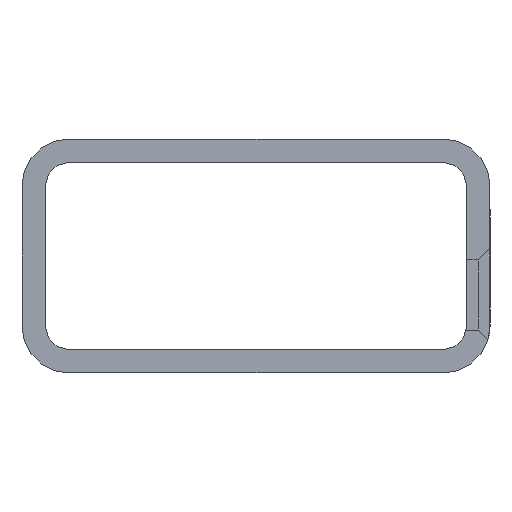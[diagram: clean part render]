
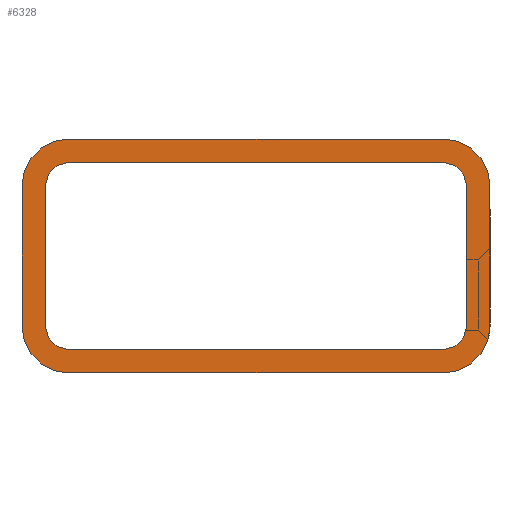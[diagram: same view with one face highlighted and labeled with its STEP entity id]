
A CAD part, front view. The second image highlights one B-rep face of the part: STEP entity #6328.
In plain terms, the highlighted planar face has unit normal (0, -1, 0).
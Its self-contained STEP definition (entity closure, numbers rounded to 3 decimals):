
#41 = VERTEX_POINT ( 'NONE', #7672 ) ;
#103 = CARTESIAN_POINT ( 'NONE',  ( 66., -3265., -31.75 ) ) ;
#140 = CIRCLE ( 'NONE', #6380, 6. ) ;
#185 = CARTESIAN_POINT ( 'NONE',  ( 117., -3265., -31.75 ) ) ;
#319 = EDGE_CURVE ( 'NONE', #6408, #1247, #3990, .T. ) ;
#357 = AXIS2_PLACEMENT_3D ( 'NONE', #10205, #4065, #2459 ) ;
#443 = LINE ( 'NONE', #2116, #7493 ) ;
#586 = EDGE_CURVE ( 'NONE', #621, #5789, #9877, .T. ) ;
#621 = VERTEX_POINT ( 'NONE', #10581 ) ;
#911 = CARTESIAN_POINT ( 'NONE',  ( 117., -3265., -13.75 ) ) ;
#966 = DIRECTION ( 'NONE',  ( 0., 0., 1. ) ) ;
#1143 = EDGE_CURVE ( 'NONE', #5834, #6408, #9393, .T. ) ;
#1171 = ORIENTED_EDGE ( 'NONE', *, *, #7068, .T. ) ;
#1247 = VERTEX_POINT ( 'NONE', #10225 ) ;
#1454 = DIRECTION ( 'NONE',  ( 0., -1., 0. ) ) ;
#1518 = DIRECTION ( 'NONE',  ( 0., 0., -1. ) ) ;
#1527 = CARTESIAN_POINT ( 'NONE',  ( 63., -3265., -31.75 ) ) ;
#1610 = ORIENTED_EDGE ( 'NONE', *, *, #2534, .T. ) ;
#1771 = CIRCLE ( 'NONE', #9239, 6. ) ;
#1773 = LINE ( 'NONE', #6918, #8630 ) ;
#1775 = VECTOR ( 'NONE', #5270, 1000. ) ;
#1869 = CARTESIAN_POINT ( 'NONE',  ( 66., -3265., -7.75 ) ) ;
#1873 = VERTEX_POINT ( 'NONE', #10747 ) ;
#1876 = CARTESIAN_POINT ( 'NONE',  ( 66., -3265., -13.75 ) ) ;
#1956 = VECTOR ( 'NONE', #9930, 1000. ) ;
#1962 = EDGE_CURVE ( 'NONE', #4385, #10649, #2338, .T. ) ;
#2061 = LINE ( 'NONE', #8877, #1956 ) ;
#2116 = CARTESIAN_POINT ( 'NONE',  ( 60., -3265., -13.75 ) ) ;
#2167 = LINE ( 'NONE', #5519, #8473 ) ;
#2338 = LINE ( 'NONE', #4898, #5415 ) ;
#2367 = DIRECTION ( 'NONE',  ( 0., 0., -1. ) ) ;
#2414 = DIRECTION ( 'NONE',  ( 0., 0., -1. ) ) ;
#2459 = DIRECTION ( 'NONE',  ( 0., 0., -1. ) ) ;
#2534 = EDGE_CURVE ( 'NONE', #10649, #7365, #9096, .T. ) ;
#2541 = CARTESIAN_POINT ( 'NONE',  ( 114., -3265., -7.75 ) ) ;
#3125 = CARTESIAN_POINT ( 'NONE',  ( 114., -3265., -13.75 ) ) ;
#3265 = VECTOR ( 'NONE', #5318, 1000. ) ;
#3273 = FACE_OUTER_BOUND ( 'NONE', #5981, .T. ) ;
#3403 = EDGE_CURVE ( 'NONE', #5821, #621, #8282, .T. ) ;
#3407 = ORIENTED_EDGE ( 'NONE', *, *, #8785, .T. ) ;
#3420 = VERTEX_POINT ( 'NONE', #6054 ) ;
#3423 = ORIENTED_EDGE ( 'NONE', *, *, #5141, .F. ) ;
#3462 = CIRCLE ( 'NONE', #5968, 6. ) ;
#3990 = CIRCLE ( 'NONE', #6152, 3. ) ;
#4065 = DIRECTION ( 'NONE',  ( 0., -1., 0. ) ) ;
#4100 = ORIENTED_EDGE ( 'NONE', *, *, #319, .F. ) ;
#4159 = EDGE_CURVE ( 'NONE', #6084, #7650, #3462, .T. ) ;
#4177 = AXIS2_PLACEMENT_3D ( 'NONE', #7560, #7621, #2367 ) ;
#4327 = DIRECTION ( 'NONE',  ( 0., -1., 0. ) ) ;
#4385 = VERTEX_POINT ( 'NONE', #4706 ) ;
#4411 = EDGE_LOOP ( 'NONE', ( #4100, #8036, #7367, #7340, #8672, #10076, #9356, #3423 ) ) ;
#4486 = EDGE_CURVE ( 'NONE', #41, #5821, #8823, .T. ) ;
#4667 = DIRECTION ( 'NONE',  ( 0., -1., 0. ) ) ;
#4706 = CARTESIAN_POINT ( 'NONE',  ( 66., -3265., -37.75 ) ) ;
#4898 = CARTESIAN_POINT ( 'NONE',  ( 66., -3265., -37.75 ) ) ;
#4987 = CIRCLE ( 'NONE', #357, 3. ) ;
#5051 = DIRECTION ( 'NONE',  ( 1., 0., 0. ) ) ;
#5084 = CARTESIAN_POINT ( 'NONE',  ( 114., -3265., -31.75 ) ) ;
#5141 = EDGE_CURVE ( 'NONE', #1247, #41, #2167, .T. ) ;
#5270 = DIRECTION ( 'NONE',  ( -1., 0., 0. ) ) ;
#5295 = DIRECTION ( 'NONE',  ( 0., -1., 0. ) ) ;
#5318 = DIRECTION ( 'NONE',  ( 0., 0., -1. ) ) ;
#5415 = VECTOR ( 'NONE', #8309, 1000. ) ;
#5519 = CARTESIAN_POINT ( 'NONE',  ( 66., -3265., -10.75 ) ) ;
#5708 = AXIS2_PLACEMENT_3D ( 'NONE', #5084, #8439, #2414 ) ;
#5789 = VERTEX_POINT ( 'NONE', #6173 ) ;
#5821 = VERTEX_POINT ( 'NONE', #7946 ) ;
#5834 = VERTEX_POINT ( 'NONE', #185 ) ;
#5968 = AXIS2_PLACEMENT_3D ( 'NONE', #6690, #4327, #7742 ) ;
#5981 = EDGE_LOOP ( 'NONE', ( #7439, #10840, #1171, #6416, #1610, #9896, #3407, #7330 ) ) ;
#6031 = DIRECTION ( 'NONE',  ( 0., 0., -1. ) ) ;
#6054 = CARTESIAN_POINT ( 'NONE',  ( 114., -3265., -34.75 ) ) ;
#6084 = VERTEX_POINT ( 'NONE', #8491 ) ;
#6152 = AXIS2_PLACEMENT_3D ( 'NONE', #3125, #1454, #6543 ) ;
#6173 = CARTESIAN_POINT ( 'NONE',  ( 66., -3265., -34.75 ) ) ;
#6308 = DIRECTION ( 'NONE',  ( -1., 0., 0. ) ) ;
#6328 = ADVANCED_FACE ( 'NONE', ( #10911, #3273 ), #9523, .T. ) ;
#6380 = AXIS2_PLACEMENT_3D ( 'NONE', #103, #7815, #1518 ) ;
#6408 = VERTEX_POINT ( 'NONE', #7078 ) ;
#6416 = ORIENTED_EDGE ( 'NONE', *, *, #1962, .T. ) ;
#6543 = DIRECTION ( 'NONE',  ( 0., 0., -1. ) ) ;
#6584 = CARTESIAN_POINT ( 'NONE',  ( 120., -3265., -31.75 ) ) ;
#6690 = CARTESIAN_POINT ( 'NONE',  ( 66., -3265., -13.75 ) ) ;
#6918 = CARTESIAN_POINT ( 'NONE',  ( 114., -3265., -34.75 ) ) ;
#7023 = DIRECTION ( 'NONE',  ( 0., -1., 0. ) ) ;
#7068 = EDGE_CURVE ( 'NONE', #1873, #4385, #140, .T. ) ;
#7078 = CARTESIAN_POINT ( 'NONE',  ( 117., -3265., -13.75 ) ) ;
#7321 = DIRECTION ( 'NONE',  ( 0., 0., -1. ) ) ;
#7330 = ORIENTED_EDGE ( 'NONE', *, *, #9191, .T. ) ;
#7340 = ORIENTED_EDGE ( 'NONE', *, *, #7548, .F. ) ;
#7365 = VERTEX_POINT ( 'NONE', #6584 ) ;
#7367 = ORIENTED_EDGE ( 'NONE', *, *, #9929, .F. ) ;
#7439 = ORIENTED_EDGE ( 'NONE', *, *, #4159, .T. ) ;
#7493 = VECTOR ( 'NONE', #7321, 1000. ) ;
#7548 = EDGE_CURVE ( 'NONE', #5789, #3420, #1773, .T. ) ;
#7560 = CARTESIAN_POINT ( 'NONE',  ( 66., -3265., -13.75 ) ) ;
#7621 = DIRECTION ( 'NONE',  ( 0., -1., 0. ) ) ;
#7650 = VERTEX_POINT ( 'NONE', #7907 ) ;
#7672 = CARTESIAN_POINT ( 'NONE',  ( 66., -3265., -10.75 ) ) ;
#7742 = DIRECTION ( 'NONE',  ( 0., 0., -1. ) ) ;
#7815 = DIRECTION ( 'NONE',  ( 0., -1., 0. ) ) ;
#7907 = CARTESIAN_POINT ( 'NONE',  ( 60., -3265., -13.75 ) ) ;
#7946 = CARTESIAN_POINT ( 'NONE',  ( 63., -3265., -13.75 ) ) ;
#8036 = ORIENTED_EDGE ( 'NONE', *, *, #1143, .F. ) ;
#8282 = LINE ( 'NONE', #1527, #3265 ) ;
#8309 = DIRECTION ( 'NONE',  ( 1., 0., 0. ) ) ;
#8439 = DIRECTION ( 'NONE',  ( 0., -1., 0. ) ) ;
#8473 = VECTOR ( 'NONE', #6308, 1000. ) ;
#8491 = CARTESIAN_POINT ( 'NONE',  ( 66., -3265., -7.75 ) ) ;
#8532 = VERTEX_POINT ( 'NONE', #10590 ) ;
#8630 = VECTOR ( 'NONE', #5051, 1000. ) ;
#8672 = ORIENTED_EDGE ( 'NONE', *, *, #586, .F. ) ;
#8785 = EDGE_CURVE ( 'NONE', #8532, #9086, #1771, .T. ) ;
#8787 = LINE ( 'NONE', #1869, #1775 ) ;
#8823 = CIRCLE ( 'NONE', #4177, 3. ) ;
#8836 = VECTOR ( 'NONE', #966, 1000. ) ;
#8867 = CARTESIAN_POINT ( 'NONE',  ( 66., -3265., -31.75 ) ) ;
#8877 = CARTESIAN_POINT ( 'NONE',  ( 120., -3265., -31.75 ) ) ;
#9086 = VERTEX_POINT ( 'NONE', #2541 ) ;
#9087 = CARTESIAN_POINT ( 'NONE',  ( 114., -3265., -37.75 ) ) ;
#9096 = CIRCLE ( 'NONE', #5708, 6. ) ;
#9191 = EDGE_CURVE ( 'NONE', #9086, #6084, #8787, .T. ) ;
#9239 = AXIS2_PLACEMENT_3D ( 'NONE', #9542, #5295, #6031 ) ;
#9356 = ORIENTED_EDGE ( 'NONE', *, *, #4486, .F. ) ;
#9393 = LINE ( 'NONE', #911, #8836 ) ;
#9523 = PLANE ( 'NONE',  #10283 ) ;
#9542 = CARTESIAN_POINT ( 'NONE',  ( 114., -3265., -13.75 ) ) ;
#9582 = DIRECTION ( 'NONE',  ( 0., 0., -1. ) ) ;
#9753 = EDGE_CURVE ( 'NONE', #7650, #1873, #443, .T. ) ;
#9797 = EDGE_CURVE ( 'NONE', #7365, #8532, #2061, .T. ) ;
#9877 = CIRCLE ( 'NONE', #10759, 3. ) ;
#9896 = ORIENTED_EDGE ( 'NONE', *, *, #9797, .T. ) ;
#9929 = EDGE_CURVE ( 'NONE', #3420, #5834, #4987, .T. ) ;
#9930 = DIRECTION ( 'NONE',  ( 0., 0., 1. ) ) ;
#10076 = ORIENTED_EDGE ( 'NONE', *, *, #3403, .F. ) ;
#10205 = CARTESIAN_POINT ( 'NONE',  ( 114., -3265., -31.75 ) ) ;
#10225 = CARTESIAN_POINT ( 'NONE',  ( 114., -3265., -10.75 ) ) ;
#10283 = AXIS2_PLACEMENT_3D ( 'NONE', #1876, #7023, #9582 ) ;
#10581 = CARTESIAN_POINT ( 'NONE',  ( 63., -3265., -31.75 ) ) ;
#10590 = CARTESIAN_POINT ( 'NONE',  ( 120., -3265., -13.75 ) ) ;
#10649 = VERTEX_POINT ( 'NONE', #9087 ) ;
#10690 = DIRECTION ( 'NONE',  ( 0., 0., -1. ) ) ;
#10747 = CARTESIAN_POINT ( 'NONE',  ( 60., -3265., -31.75 ) ) ;
#10759 = AXIS2_PLACEMENT_3D ( 'NONE', #8867, #4667, #10690 ) ;
#10840 = ORIENTED_EDGE ( 'NONE', *, *, #9753, .T. ) ;
#10911 = FACE_BOUND ( 'NONE', #4411, .T. ) ;
